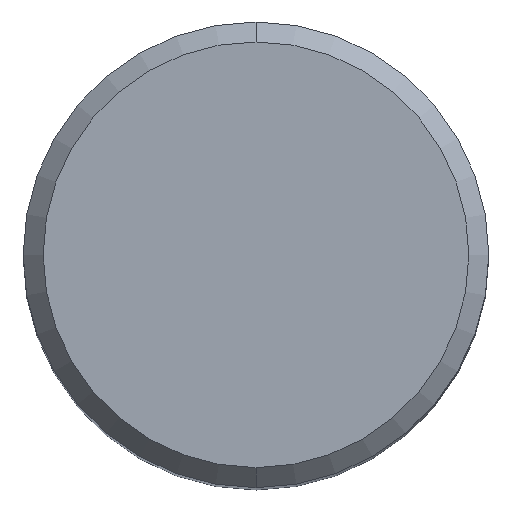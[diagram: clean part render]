
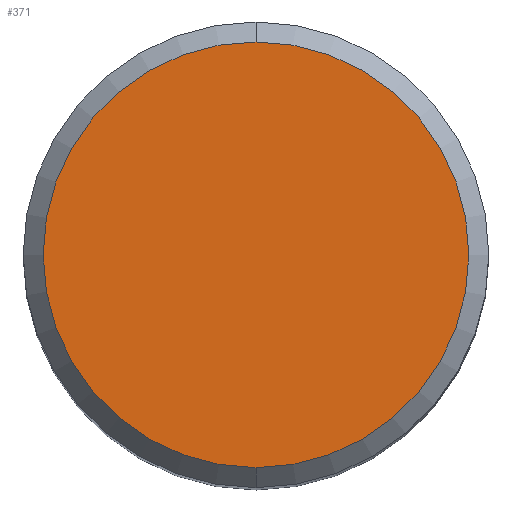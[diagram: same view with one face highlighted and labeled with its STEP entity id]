
A CAD part, top view. The second image highlights one B-rep face of the part: STEP entity #371.
In plain terms, the highlighted planar face has unit normal (0, 0, 1).
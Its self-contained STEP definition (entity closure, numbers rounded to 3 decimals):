
#195=EDGE_CURVE('',#351,#241,#494,.T.);
#241=VERTEX_POINT('',#545);
#299=EDGE_CURVE('',#241,#351,#609,.T.);
#351=VERTEX_POINT('',#663);
#371=ADVANCED_FACE('',(#686),#687,.T.);
#494=CIRCLE('',#864,6.4);
#545=CARTESIAN_POINT('',(0.0,6.4,0.0));
#609=CIRCLE('',#1122,6.4);
#663=CARTESIAN_POINT('',(0.,-6.4,0.0));
#686=FACE_OUTER_BOUND('',#1250,.T.);
#687=PLANE('',#1251);
#864=AXIS2_PLACEMENT_3D('',#1486,#1487,#1488);
#1122=AXIS2_PLACEMENT_3D('',#1619,#1620,#1621);
#1250=EDGE_LOOP('',(#1695,#1696));
#1251=AXIS2_PLACEMENT_3D('',#1697,#1698,#1699);
#1486=CARTESIAN_POINT('',(0.0,0.0,0.0));
#1487=DIRECTION('',(0.0,0.0,-1.0));
#1488=DIRECTION('',(0.0,1.0,0.0));
#1619=CARTESIAN_POINT('',(0.0,0.0,0.0));
#1620=DIRECTION('',(0.0,0.0,-1.0));
#1621=DIRECTION('',(0.0,1.0,0.0));
#1695=ORIENTED_EDGE('',*,*,#299,.F.);
#1696=ORIENTED_EDGE('',*,*,#195,.F.);
#1697=CARTESIAN_POINT('',(0.0,3.2,0.0));
#1698=DIRECTION('',(-0.0,0.0,1.0));
#1699=DIRECTION('',(0.0,-1.0,0.0));
